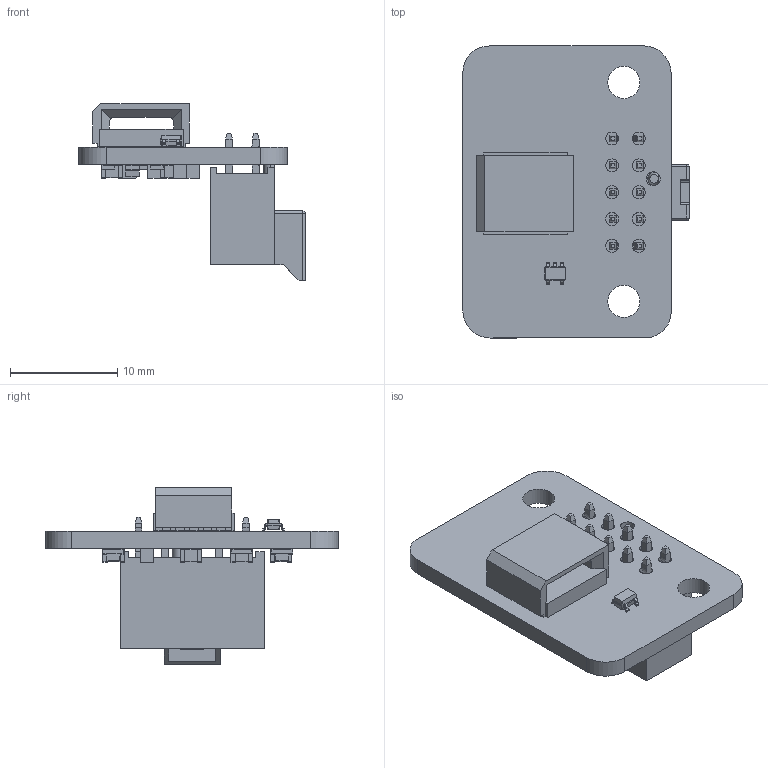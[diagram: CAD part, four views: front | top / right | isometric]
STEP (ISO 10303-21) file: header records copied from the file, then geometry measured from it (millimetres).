
FILE_DESCRIPTION(('KiCad electronic assembly'),'2;1');
FILE_NAME('DataAcq-EnvBreakoutPCB.step','2024-11-02T17:35:31',('Pcbnew') ,('Kicad'),'Open CASCADE STEP processor 7.8','KiCad to STEP converter' ,'Unknown');
FILE_SCHEMA(('AUTOMOTIVE_DESIGN { 1 0 10303 214 1 1 1 1 }'));
Length unit declared in the file: millimetre
Products named in the file (14): DataAcq-EnvBreakoutPCB 1; SOT-353_SC-70-5; SOT_353_SC_70_5; FS3000-1005; C_0805_2012Metric; R_0805_2012Metric; LED_0805_2012Metric; 1053101110; 105310-1110; DataAcq-EnvBreakoutPCB_PCB
Assembly tree (22 placements, depth 3):
  DataAcq-EnvBreakoutPCB 1
    SOT-353_SC-70-5
      SOT_353_SC_70_5
    FS3000-1005
      FS3000-1005
    C_0805_2012Metric  x7
      C_0805_2012Metric
    R_0805_2012Metric  x3
      R_0805_2012Metric
    LED_0805_2012Metric  x2
      LED_0805_2012Metric
    1053101110
      105310-1110
    DataAcq-EnvBreakoutPCB_PCB
Bounding box: 21.08 x 27.21 x 16.46 mm (x, y, z)
Volume: 1471.5 mm3; surface area: 3162.5 mm2
Topology: 29 solids, 29 shells, 1005 faces, 2527 edges, 1620 vertices
Faces by surface type: plane 766, cylinder 206, bspline 29, cone 2, sphere 2
Full cylindrical faces by diameter (mm): 1.2 x10, 1.3 x1, 3 x2
Entity records: 24100 total; most frequent: CARTESIAN_POINT 3906, ORIENTED_EDGE 3648, DIRECTION 3459, EDGE_CURVE 1824, LINE 1563, VECTOR 1563, VERTEX_POINT 1158, AXIS2_PLACEMENT_3D 948
